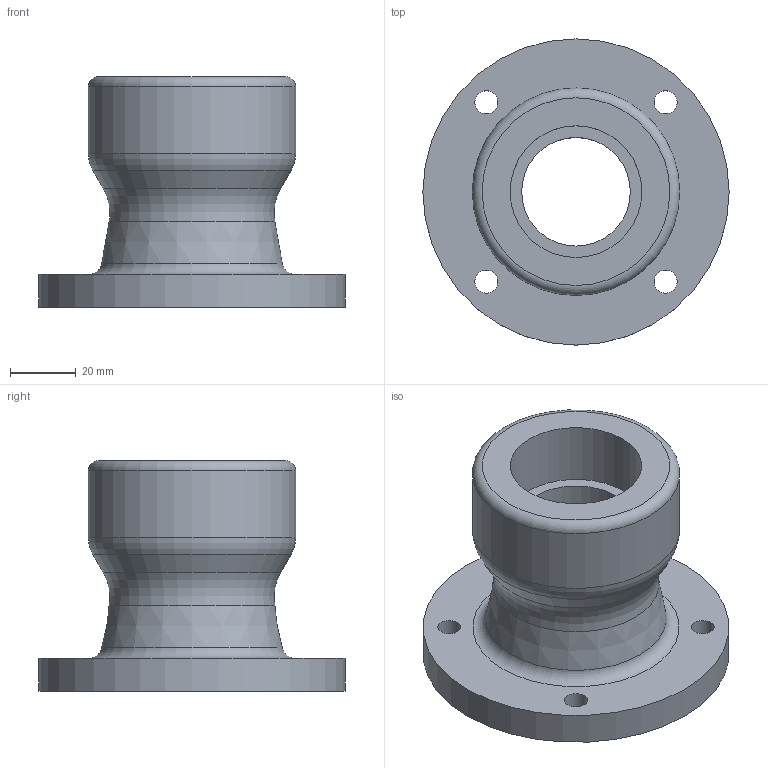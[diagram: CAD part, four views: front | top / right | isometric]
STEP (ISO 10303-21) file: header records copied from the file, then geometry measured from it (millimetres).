
FILE_DESCRIPTION((''),'1');
FILE_NAME('KG40R.stp','2019-05-16T00:37:51',(''),(''),'Spatial Interop R21 SP3','Kubotek KeyCreator 2011 V10.0.2 (22737)',' ');
FILE_SCHEMA(('automotive_design'));
Length unit declared in the file: millimetre
Products named in the file (1): Unnamed[1]
Bounding box: 93 x 93 x 70 mm (x, y, z)
Volume: 151330.3 mm3; surface area: 33963.5 mm2
Topology: 1 solids, 1 shells, 20 faces, 44 edges, 28 vertices
Faces by surface type: cylinder 8, torus 5, plane 4, cone 3
Full cylindrical faces by diameter (mm): 7 x4, 33 x1, 40 x1, 63 x1, 93 x1
Entity records: 852 total; most frequent: DIRECTION 90, CARTESIAN_POINT 69, PRESENTATION_STYLE_ASSIGNMENT 66, COLOUR_RGB 66, EDGE_LOOP 48, ORIENTED_EDGE 48, STYLED_ITEM 45, AXIS2_PLACEMENT_3D 45
